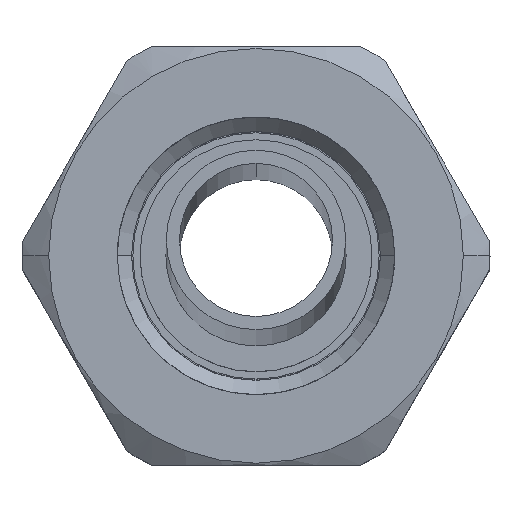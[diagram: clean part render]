
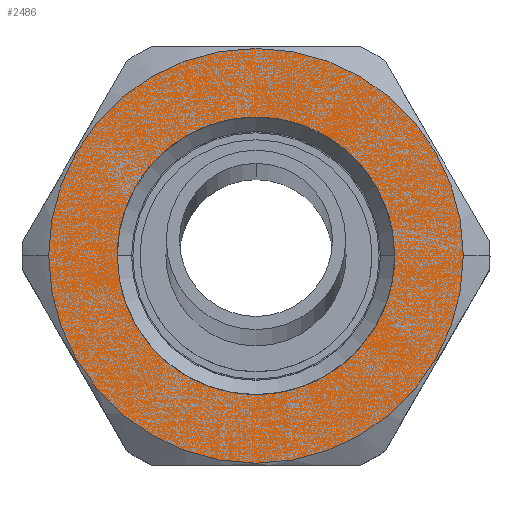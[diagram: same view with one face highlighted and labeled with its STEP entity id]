
A CAD part, top view. The second image highlights one B-rep face of the part: STEP entity #2486.
In plain terms, the highlighted planar face has unit normal (0, 0, 1).
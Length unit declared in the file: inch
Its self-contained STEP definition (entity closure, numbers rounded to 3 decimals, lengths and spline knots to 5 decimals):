
#1094=CARTESIAN_POINT('',(0.,0.,0.5));
#1095=DIRECTION('',(0.,0.,-1.));
#1096=DIRECTION('',(-1.,0.,0.));
#1097=AXIS2_PLACEMENT_3D('',#1094,#1095,#1096);
#1099=CARTESIAN_POINT('',(0.,0.,0.5));
#1100=DIRECTION('',(0.,0.,-1.));
#1101=DIRECTION('',(1.,0.,0.));
#1102=AXIS2_PLACEMENT_3D('',#1099,#1100,#1101);
#1104=CARTESIAN_POINT('',(-0.29,0.,0.5));
#1105=CARTESIAN_POINT('',(-0.28978,-0.03127,0.5));
#1106=CARTESIAN_POINT('',(-0.28053,-0.0905,0.5));
#1107=CARTESIAN_POINT('',(-0.23853,-0.17334,0.5));
#1108=CARTESIAN_POINT('',(-0.17334,-0.23844,0.5));
#1109=CARTESIAN_POINT('',(-0.09112,-0.28039,0.5));
#1110=CARTESIAN_POINT('',(0.00001,-0.29481,0.5));
#1111=CARTESIAN_POINT('',(0.09114,-0.28038,0.5));
#1112=CARTESIAN_POINT('',(0.17336,-0.23843,0.5));
#1113=CARTESIAN_POINT('',(0.23854,-0.17333,0.5));
#1114=CARTESIAN_POINT('',(0.28054,-0.09048,0.5));
#1115=CARTESIAN_POINT('',(0.28979,-0.03126,0.5));
#1116=CARTESIAN_POINT('',(0.29,0.,0.5));
#1118=CARTESIAN_POINT('',(0.29,0.,0.5));
#1119=CARTESIAN_POINT('',(0.28978,0.03127,0.5));
#1120=CARTESIAN_POINT('',(0.28053,0.0905,0.5));
#1121=CARTESIAN_POINT('',(0.23853,0.17334,0.5));
#1122=CARTESIAN_POINT('',(0.17334,0.23844,0.5));
#1123=CARTESIAN_POINT('',(0.09112,0.28039,0.5));
#1124=CARTESIAN_POINT('',(-0.00001,0.29481,0.5));
#1125=CARTESIAN_POINT('',(-0.09114,0.28038,0.5));
#1126=CARTESIAN_POINT('',(-0.17336,0.23843,0.5));
#1127=CARTESIAN_POINT('',(-0.23854,0.17333,0.5));
#1128=CARTESIAN_POINT('',(-0.28054,0.09048,0.5));
#1129=CARTESIAN_POINT('',(-0.28979,0.03126,0.5));
#1130=CARTESIAN_POINT('',(-0.29,0.,0.5));
#2119=VERTEX_POINT('',#1104);
#2120=VERTEX_POINT('',#1116);
#2249=CARTESIAN_POINT('',(-0.4335,0.,0.5));
#2250=CARTESIAN_POINT('',(0.4335,0.,0.5));
#2251=VERTEX_POINT('',#2249);
#2252=VERTEX_POINT('',#2250);
#2470=CARTESIAN_POINT('',(0.,0.,0.5));
#2471=DIRECTION('',(0.,0.,1.));
#2472=DIRECTION('',(-1.,0.,0.));
#2473=AXIS2_PLACEMENT_3D('',#2470,#2471,#2472);
#2474=PLANE('',#2473);
#2475=ORIENTED_EDGE('',*,*,#2448,.T.);
#2477=ORIENTED_EDGE('',*,*,#2476,.T.);
#2478=EDGE_LOOP('',(#2475,#2477));
#2479=FACE_OUTER_BOUND('',#2478,.F.);
#2481=ORIENTED_EDGE('',*,*,#2480,.T.);
#2483=ORIENTED_EDGE('',*,*,#2482,.T.);
#2484=EDGE_LOOP('',(#2481,#2483));
#2485=FACE_BOUND('',#2484,.F.);
#2486=ADVANCED_FACE('',(#2479,#2485),#2474,.T.);
#1098=CIRCLE('',#1097,0.4335);
#1103=CIRCLE('',#1102,0.4335);
#1117=B_SPLINE_CURVE_WITH_KNOTS('',3,(#1104,#1105,#1106,#1107,#1108,#1109,#1110,
#1111,#1112,#1113,#1114,#1115,#1116),.UNSPECIFIED.,.F.,.F.,(4,1,1,1,1,1,1,1,1,1,
4),(0.,0.1,0.2,0.3,0.4,0.5,0.6,0.7,0.8,0.9,1.),
.UNSPECIFIED.);
#1131=B_SPLINE_CURVE_WITH_KNOTS('',3,(#1118,#1119,#1120,#1121,#1122,#1123,#1124,
#1125,#1126,#1127,#1128,#1129,#1130),.UNSPECIFIED.,.F.,.F.,(4,1,1,1,1,1,1,1,1,1,
4),(0.,0.1,0.2,0.3,0.4,0.5,0.6,0.7,0.8,0.9,1.),
.UNSPECIFIED.);
#2448=EDGE_CURVE('',#2251,#2252,#1098,.T.);
#2476=EDGE_CURVE('',#2252,#2251,#1103,.T.);
#2480=EDGE_CURVE('',#2119,#2120,#1117,.T.);
#2482=EDGE_CURVE('',#2120,#2119,#1131,.T.);
